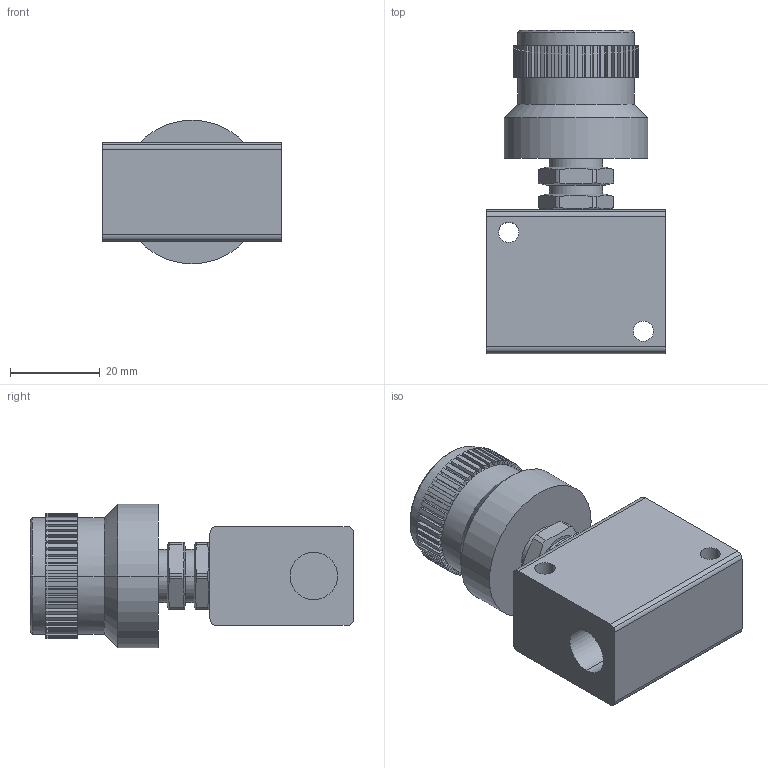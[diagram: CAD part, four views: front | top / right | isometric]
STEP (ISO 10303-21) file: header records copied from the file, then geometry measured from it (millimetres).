
FILE_DESCRIPTION((''),'2;1');
FILE_NAME('12_005_4.stp','2002-11-27T20:13:10',('Branislav Petkovic'),('AZ Pneumatica'),'AutoCAD STEP 2000i','AutoCAD 2000i','Via J. F. Kennedy, 26, 20020 Misinto (MI), ITALY');
FILE_SCHEMA(('CONFIG_CONTROL_DESIGN'));
Length unit declared in the file: millimetre
Products named in the file (2): 12_005_4; PART1
Assembly tree (1 placements, depth 2):
  12_005_4
    PART1
Bounding box: 40 x 72 x 32 mm (x, y, z)
Surface area: 12499.1 mm2 (no closed solid volume)
Topology: 0 solids, 1 shells, 381 faces, 1002 edges, 630 vertices
Faces by surface type: plane 275, cylinder 94, cone 12
Entity records: 11735 total; most frequent: CARTESIAN_POINT 2063, DIRECTION 2042, ORIENTED_EDGE 2004, EDGE_CURVE 1002, AXIS2_PLACEMENT_3D 681, VECTOR 680, LINE 680, VERTEX_POINT 630
